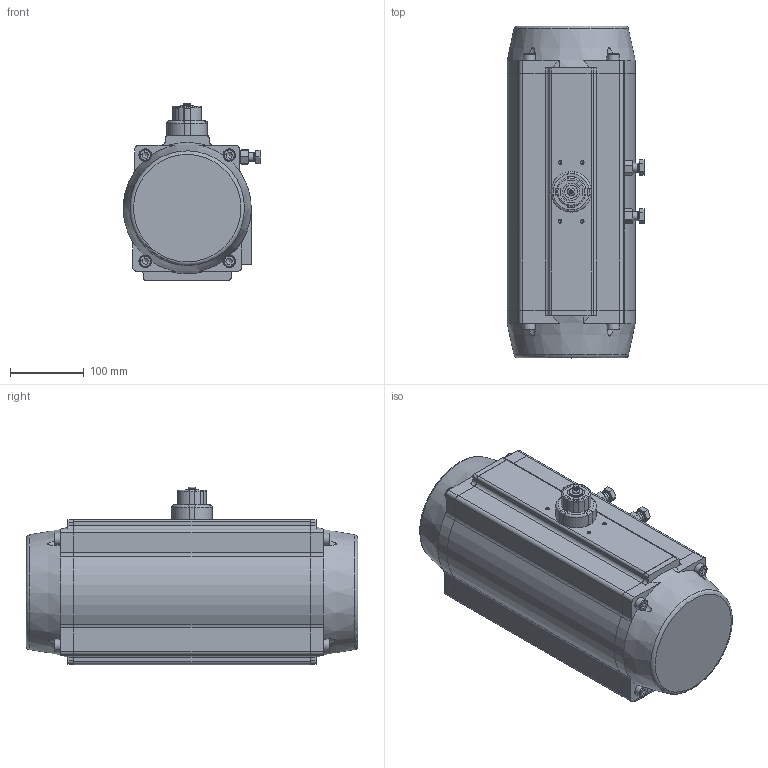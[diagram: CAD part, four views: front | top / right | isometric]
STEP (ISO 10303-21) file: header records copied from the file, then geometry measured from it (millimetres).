
FILE_DESCRIPTION(/* description */ (''),/* implementation_level */ '2;1');
FILE_NAME(/* name */ 'C-160DA.step',/* time_stamp */ '2025-12-25T15:37:04+08:00',/* author */ (''),/* organization */ (''),/* preprocessor_version */ 'ST-DEVELOPER v16',/* originating_system */ 'SIEMENS PLM Software NX 10.0',/* authorisation */ '');
FILE_SCHEMA (('AUTOMOTIVE_DESIGN { 1 0 10303 214 3 1 1 1 }'));
Length unit declared in the file: millimetre
Products named in the file (24): Guide Piston-C-160; Bearing-piston; O-ring piston; 指示器螺钉; 指示器垫片; 指示器92-105; Indicator-125; O-ring adjust screw; Nut adjust screw; End-cap screw; Outside washer; O-ring-pinion top; O-ring-pinion bottom; Thrust washer; Bearing-pinion bottom; Bearing-pinion top; C-160-08; Circlip; C-160-04（27x27八角）; C-160-02; C-160-01; Adjust screw; C-160-03_MODEL; C-160DA.
Assembly tree (35 placements, depth 3):
  C-160DA.
    C-160-03_MODEL  x2
      O-ring piston
      Bearing-piston
      Guide Piston-C-160
    Adjust screw  x2
    C-160-01
    C-160-02  x2
    C-160-04（27x27八角）
    Circlip
    C-160-08
    Bearing-pinion top
    Bearing-pinion bottom
    Thrust washer
    O-ring-pinion bottom
    O-ring-pinion top
    Outside washer
    End-cap screw  x8
    Nut adjust screw  x2
    O-ring adjust screw  x2
    Indicator-125
    指示器92-105
    指示器垫片
    指示器螺钉
Bounding box: 186.87 x 450.6 x 240.9 mm (x, y, z)
Volume: 6295053.8 mm3; surface area: 1216026.9 mm2
Topology: 60 solids, 60 shells, 1925 faces, 5022 edges, 3289 vertices
Faces by surface type: plane 812, cylinder 742, cone 168, torus 120, extrusion 60, bspline 23
Full cylindrical faces by diameter (mm): 2.5 x2, 4.2 x8, 5 x1, 6 x3, 6.5 x1, 8 x3, 8.374 x8, 8.376 x8, 8.5 x14, 9 x2, 10 x17, 10.106 x2, 10.3 x8, 10.374 x2, 10.376 x2, 11 x8, 12 x6, 12.001 x2, 16 x8, 17 x8, 17.8 x1, 22.8 x1, 34.2 x1, 36.4 x2, 36.5 x1, 40 x9, 44 x12, 45 x12, 50 x2, 60 x2
Entity records: 46390 total; most frequent: CARTESIAN_POINT 15074, DIRECTION 6283, ORIENTED_EDGE 6132, EDGE_CURVE 3066, AXIS2_PLACEMENT_3D 2345, VERTEX_POINT 2152, EDGE_LOOP 1603, VECTOR 1593
